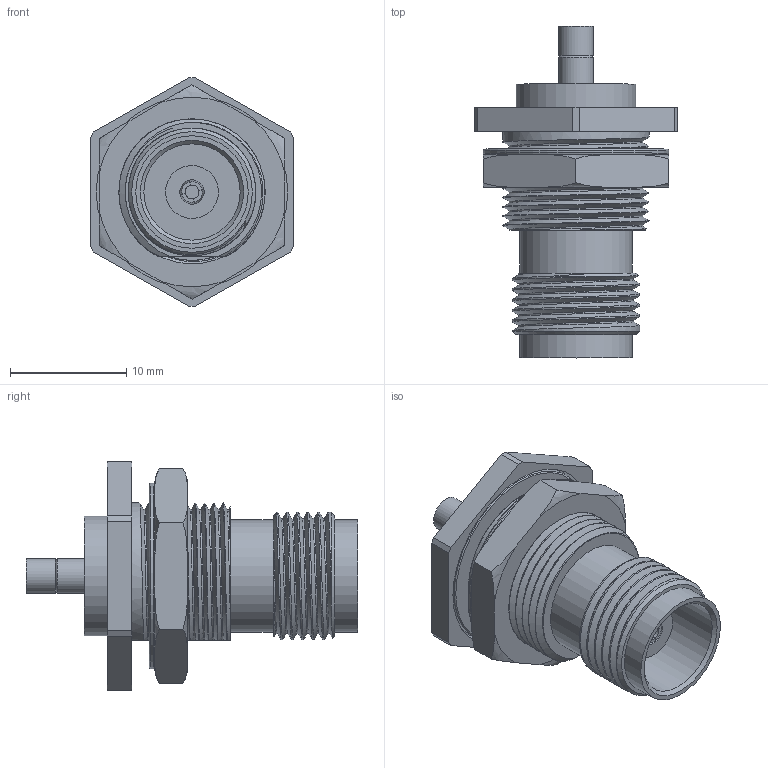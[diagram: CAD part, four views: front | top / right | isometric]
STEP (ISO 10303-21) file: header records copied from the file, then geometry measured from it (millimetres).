
FILE_DESCRIPTION(/* description */ ('Unknown'),/* implementation_level */ '2;1');
FILE_NAME(/* name */ '67025522512320',/* time_stamp */ '2025-06-10T17:19:58+02:00',/* author */ ('Unknown'),/* organization */ ('Unknown'),/* preprocessor_version */ 'ST-DEVELOPER v19.4',/* originating_system */ 'Solid Edge',/* authorisation */ 'Unknown');
FILE_SCHEMA (('AUTOMOTIVE_DESIGN {1 0 10303 214 3 1 1}'));
Length unit declared in the file: millimetre
Products named in the file (1): Pièce4
Bounding box: 17.5 x 28.6 x 19.65 mm (x, y, z)
Volume: 2456.2 mm3; surface area: 3138.9 mm2
Topology: 1 solids, 1 shells, 449 faces, 1255 edges, 788 vertices
Faces by surface type: plane 194, cylinder 125, cone 85, bspline 27, torus 18
Full cylindrical faces by diameter (mm): 0.3 x1, 0.4 x1, 0.95 x1, 0.97 x1, 1 x1, 1.2 x1, 1.25 x1, 1.45 x1, 1.5 x1, 1.8 x2, 2.1 x1, 2.2 x3, 2.25 x1, 3 x2, 4.56 x1, 8.3 x2, 9.45 x1, 9.7 x2, 10.3 x1, 12.6 x1, 16 x2, 16.5 x1
Entity records: 34517 total; most frequent: CARTESIAN_POINT 20426, ORIENTED_EDGE 2380, DIRECTION 2160, EDGE_CURVE 1190, AXIS2_PLACEMENT_3D 862, VERTEX_POINT 765, FACE_BOUND 559, EDGE_LOOP 558
